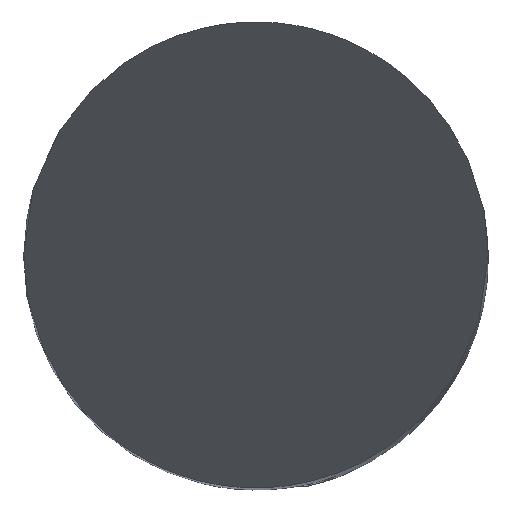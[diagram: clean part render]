
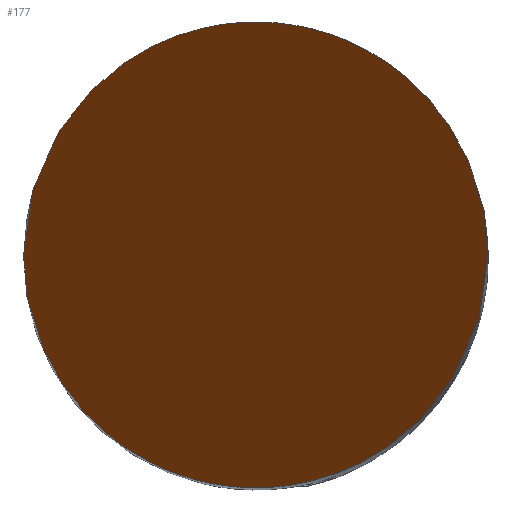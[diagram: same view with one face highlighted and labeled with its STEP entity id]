
A CAD part, top view. The second image highlights one B-rep face of the part: STEP entity #177.
In plain terms, the highlighted planar face has unit normal (0, -0.866, 0.5).
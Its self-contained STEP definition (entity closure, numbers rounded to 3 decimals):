
#177=ADVANCED_FACE('',(#228),#216,.F.);
#216=PLANE('',#777);
#228=FACE_OUTER_BOUND('',#267,.T.);
#267=EDGE_LOOP('',(#308,#309));
#308=ORIENTED_EDGE('',*,*,#600,.F.);
#309=ORIENTED_EDGE('',*,*,#601,.F.);
#526=VERTEX_POINT('',#1012);
#527=VERTEX_POINT('',#1013);
#600=EDGE_CURVE('',#526,#527,#736,.T.);
#601=EDGE_CURVE('',#527,#526,#737,.T.);
#736=(
BOUNDED_CURVE()
B_SPLINE_CURVE(3,(#1008,#1009,#1010,#1011),.UNSPECIFIED.,.F.,.F.)
B_SPLINE_CURVE_WITH_KNOTS((4,4),(0.,1.),.UNSPECIFIED.)
CURVE()
GEOMETRIC_REPRESENTATION_ITEM()
RATIONAL_B_SPLINE_CURVE((1.,0.333,0.333,1.))
REPRESENTATION_ITEM('')
);
#737=(
BOUNDED_CURVE()
B_SPLINE_CURVE(3,(#1014,#1015,#1016,#1017),.UNSPECIFIED.,.F.,.F.)
B_SPLINE_CURVE_WITH_KNOTS((4,4),(0.,1.),.UNSPECIFIED.)
CURVE()
GEOMETRIC_REPRESENTATION_ITEM()
RATIONAL_B_SPLINE_CURVE((1.,0.333,0.333,1.))
REPRESENTATION_ITEM('')
);
#777=AXIS2_PLACEMENT_3D('',#1018,#835,#836);
#835=DIRECTION('',(0.,0.866,-0.5));
#836=DIRECTION('',(0.,0.5,0.866));
#1008=CARTESIAN_POINT('',(-3.,0.,0.));
#1009=CARTESIAN_POINT('',(-3.,6.,10.392));
#1010=CARTESIAN_POINT('',(3.,6.,10.392));
#1011=CARTESIAN_POINT('',(3.,0.,0.));
#1012=CARTESIAN_POINT('',(-3.,0.,0.));
#1013=CARTESIAN_POINT('',(3.,0.,0.));
#1014=CARTESIAN_POINT('',(3.,0.,0.));
#1015=CARTESIAN_POINT('',(3.,-6.,-10.392));
#1016=CARTESIAN_POINT('',(-3.,-6.,-10.392));
#1017=CARTESIAN_POINT('',(-3.,0.,0.));
#1018=CARTESIAN_POINT('',(3.,3.,5.196));
